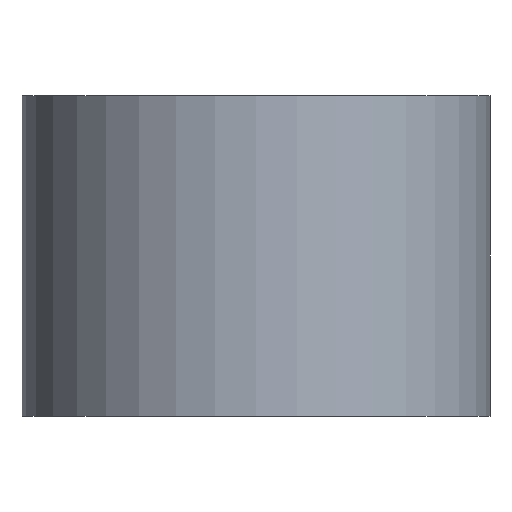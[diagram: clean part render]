
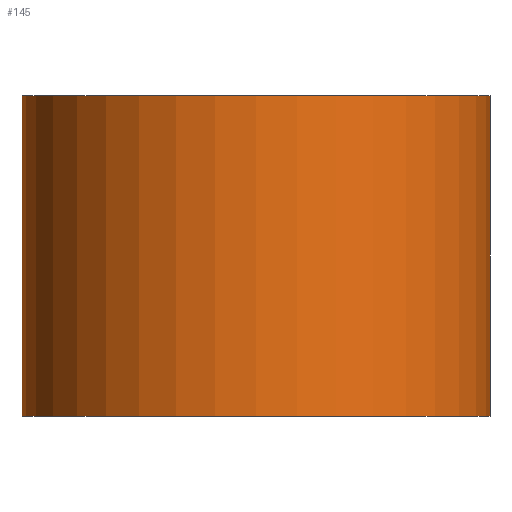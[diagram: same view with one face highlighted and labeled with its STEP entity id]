
A CAD part, front view. The second image highlights one B-rep face of the part: STEP entity #145.
In plain terms, the highlighted cylindrical face has radius 2.447 mm (diameter 4.895 mm), a partial arc.
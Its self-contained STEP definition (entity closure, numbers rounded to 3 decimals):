
#27=FACE_OUTER_BOUND('',#35,.T.);
#35=EDGE_LOOP('',(#117,#118,#119,#120));
#46=LINE('',#225,#56);
#50=LINE('',#243,#60);
#56=VECTOR('',#180,10.);
#60=VECTOR('',#200,10.);
#69=CIRCLE('',#162,2.447);
#70=CIRCLE('',#163,2.447);
#75=VERTEX_POINT('',#222);
#76=VERTEX_POINT('',#224);
#81=VERTEX_POINT('',#240);
#82=VERTEX_POINT('',#242);
#88=EDGE_CURVE('',#76,#75,#46,.T.);
#96=EDGE_CURVE('',#81,#75,#69,.F.);
#97=EDGE_CURVE('',#82,#81,#50,.T.);
#98=EDGE_CURVE('',#76,#82,#70,.T.);
#117=ORIENTED_EDGE('',*,*,#96,.F.);
#118=ORIENTED_EDGE('',*,*,#97,.F.);
#119=ORIENTED_EDGE('',*,*,#98,.F.);
#120=ORIENTED_EDGE('',*,*,#88,.T.);
#140=CYLINDRICAL_SURFACE('',#161,2.447);
#145=ADVANCED_FACE('',(#27),#140,.T.);
#161=AXIS2_PLACEMENT_3D('',#239,#196,#197);
#162=AXIS2_PLACEMENT_3D('',#241,#198,#199);
#163=AXIS2_PLACEMENT_3D('',#244,#201,#202);
#180=DIRECTION('',(0.,0.,1.));
#196=DIRECTION('center_axis',(0.,0.,1.));
#197=DIRECTION('ref_axis',(1.,0.,0.));
#198=DIRECTION('center_axis',(0.,0.,-1.));
#199=DIRECTION('ref_axis',(1.,0.,0.));
#200=DIRECTION('',(0.,0.,1.));
#201=DIRECTION('center_axis',(0.,0.,-1.));
#202=DIRECTION('ref_axis',(1.,0.,0.));
#222=CARTESIAN_POINT('',(-21.393,-43.407,5.952));
#224=CARTESIAN_POINT('',(-21.393,-43.407,2.6));
#225=CARTESIAN_POINT('',(-21.393,-43.407,2.6));
#239=CARTESIAN_POINT('Origin',(-23.84,-43.407,2.6));
#240=CARTESIAN_POINT('',(-26.288,-43.407,5.952));
#241=CARTESIAN_POINT('Origin',(-23.84,-43.407,5.952));
#242=CARTESIAN_POINT('',(-26.288,-43.407,2.6));
#243=CARTESIAN_POINT('',(-26.288,-43.407,2.6));
#244=CARTESIAN_POINT('Origin',(-23.84,-43.407,2.6));
